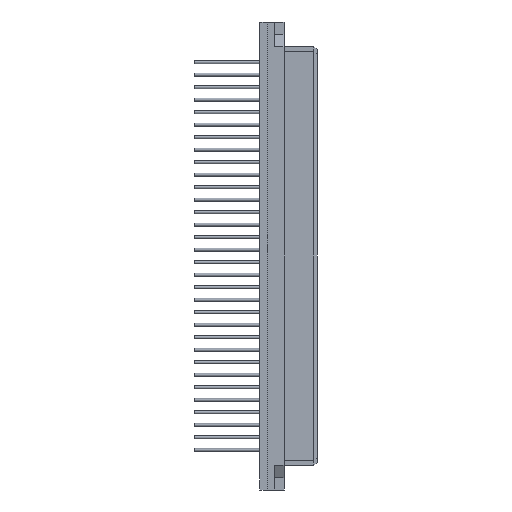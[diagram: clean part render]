
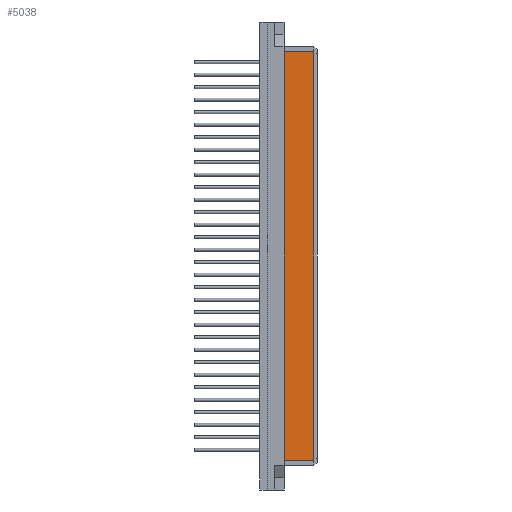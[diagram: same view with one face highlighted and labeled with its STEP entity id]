
A CAD part, front view. The second image highlights one B-rep face of the part: STEP entity #5038.
In plain terms, the highlighted planar face has unit normal (0, -1, 0).
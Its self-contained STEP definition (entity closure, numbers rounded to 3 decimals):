
#3332=LINE('',#15133,#4188);
#3334=LINE('',#15137,#4190);
#3335=LINE('',#15139,#4191);
#3336=LINE('',#15141,#4192);
#4188=VECTOR('',#12963,1.);
#4190=VECTOR('',#12967,1.);
#4191=VECTOR('',#12968,1.);
#4192=VECTOR('',#12969,1.);
#5038=ADVANCED_FACE('',(#5875),#5457,.T.);
#5457=PLANE('',#10963);
#5875=FACE_OUTER_BOUND('',#6419,.T.);
#6419=EDGE_LOOP('',(#8088,#8089,#8090,#8091));
#8088=ORIENTED_EDGE('',*,*,#10184,.T.);
#8089=ORIENTED_EDGE('',*,*,#10182,.T.);
#8090=ORIENTED_EDGE('',*,*,#10185,.F.);
#8091=ORIENTED_EDGE('',*,*,#10186,.T.);
#9221=VERTEX_POINT('',#15132);
#9222=VERTEX_POINT('',#15134);
#9223=VERTEX_POINT('',#15138);
#9224=VERTEX_POINT('',#15140);
#10182=EDGE_CURVE('',#9222,#9221,#3332,.T.);
#10184=EDGE_CURVE('',#9223,#9222,#3334,.T.);
#10185=EDGE_CURVE('',#9224,#9221,#3335,.T.);
#10186=EDGE_CURVE('',#9224,#9223,#3336,.T.);
#10963=AXIS2_PLACEMENT_3D('',#15142,#12970,#12971);
#12963=DIRECTION('',(-1.,0.,0.));
#12967=DIRECTION('',(0.,0.,1.));
#12968=DIRECTION('',(0.,0.,1.));
#12969=DIRECTION('',(1.,0.,0.));
#12970=DIRECTION('',(0.,-1.,0.));
#12971=DIRECTION('',(1.,0.,0.));
#15132=CARTESIAN_POINT('',(-7.491,-42.486,167.55));
#15133=CARTESIAN_POINT('',(-1.441,-42.486,167.55));
#15134=CARTESIAN_POINT('',(-1.441,-42.486,167.55));
#15137=CARTESIAN_POINT('',(-1.441,-42.486,84.55));
#15138=CARTESIAN_POINT('',(-1.441,-42.486,84.55));
#15139=CARTESIAN_POINT('',(-7.491,-42.486,84.55));
#15140=CARTESIAN_POINT('',(-7.491,-42.486,84.55));
#15141=CARTESIAN_POINT('',(-7.491,-42.486,84.55));
#15142=CARTESIAN_POINT('',(-7.491,-42.486,78.55));
